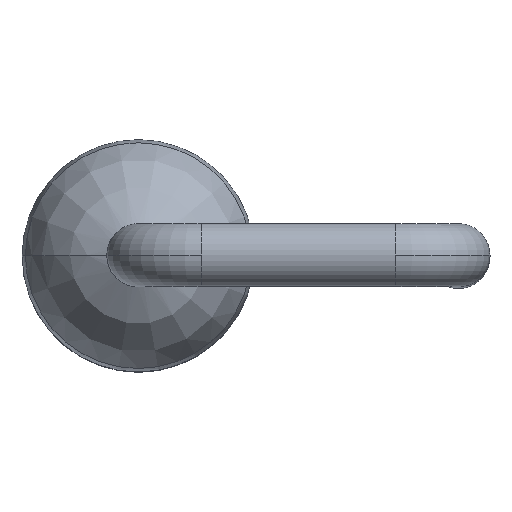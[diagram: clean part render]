
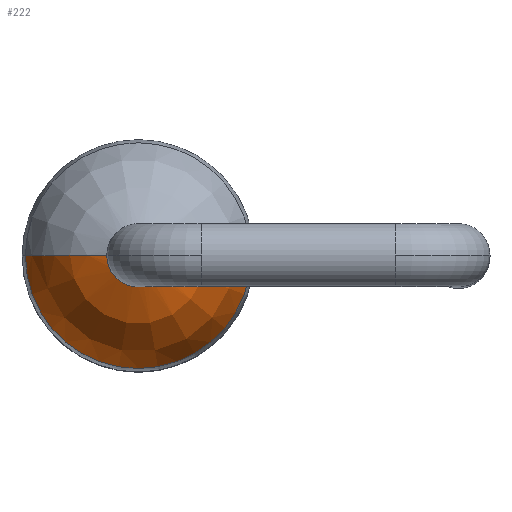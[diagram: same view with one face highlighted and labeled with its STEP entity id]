
A CAD part, top view. The second image highlights one B-rep face of the part: STEP entity #222.
In plain terms, the highlighted face is a revolution surface.
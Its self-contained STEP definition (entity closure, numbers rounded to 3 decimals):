
#186 = VERTEX_POINT('',#187);
#187 = CARTESIAN_POINT('',(-0.269,-0.006,
    5.07));
#194 = EDGE_CURVE('',#195,#186,#197,.T.);
#195 = VERTEX_POINT('',#196);
#196 = CARTESIAN_POINT('',(-0.019,-0.256,
    5.07));
#197 = CIRCLE('',#198,0.25);
#198 = AXIS2_PLACEMENT_3D('',#199,#200,#201);
#199 = CARTESIAN_POINT('',(-0.019,-0.006,
    5.07));
#200 = DIRECTION('',(0.,0.,-1.));
#201 = DIRECTION('',(1.,0.,0.));
#222 = ADVANCED_FACE('',(#223),#260,.F.);
#223 = FACE_BOUND('',#224,.F.);
#224 = EDGE_LOOP('',(#225,#236,#245,#252,#253));
#225 = ORIENTED_EDGE('',*,*,#226,.T.);
#226 = EDGE_CURVE('',#227,#229,#231,.T.);
#227 = VERTEX_POINT('',#228);
#228 = CARTESIAN_POINT('',(0.231,-0.006,
    5.07));
#229 = VERTEX_POINT('',#230);
#230 = CARTESIAN_POINT('',(0.876,-0.006,
    4.366));
#231 = CIRCLE('',#232,0.988);
#232 = AXIS2_PLACEMENT_3D('',#233,#234,#235);
#233 = CARTESIAN_POINT('',(-0.085,-0.006,
    4.134));
#234 = DIRECTION('',(0.,1.,0.));
#235 = DIRECTION('',(0.,0.,-1.));
#236 = ORIENTED_EDGE('',*,*,#237,.F.);
#237 = EDGE_CURVE('',#238,#229,#240,.T.);
#238 = VERTEX_POINT('',#239);
#239 = CARTESIAN_POINT('',(-0.914,-0.006,
    4.366));
#240 = CIRCLE('',#241,0.895);
#241 = AXIS2_PLACEMENT_3D('',#242,#243,#244);
#242 = CARTESIAN_POINT('',(-0.019,-0.006,
    4.366));
#243 = DIRECTION('',(0.,0.,1.));
#244 = DIRECTION('',(0.,-1.,0.));
#245 = ORIENTED_EDGE('',*,*,#246,.F.);
#246 = EDGE_CURVE('',#186,#238,#247,.T.);
#247 = CIRCLE('',#248,0.988);
#248 = AXIS2_PLACEMENT_3D('',#249,#250,#251);
#249 = CARTESIAN_POINT('',(0.047,-0.006,
    4.134));
#250 = DIRECTION('',(0.,-1.,0.));
#251 = DIRECTION('',(1.,0.,0.));
#252 = ORIENTED_EDGE('',*,*,#194,.F.);
#253 = ORIENTED_EDGE('',*,*,#254,.F.);
#254 = EDGE_CURVE('',#227,#195,#255,.T.);
#255 = CIRCLE('',#256,0.25);
#256 = AXIS2_PLACEMENT_3D('',#257,#258,#259);
#257 = CARTESIAN_POINT('',(-0.019,-0.006,
    5.07));
#258 = DIRECTION('',(0.,0.,-1.));
#259 = DIRECTION('',(1.,0.,0.));
#260 = SURFACE_OF_REVOLUTION('',#261,#269);
#261 = B_SPLINE_CURVE_WITH_KNOTS('',6,(#262,#263,#264,#265,#266,#267,
    #268),.UNSPECIFIED.,.F.,.F.,(7,7),(3.379,4.387),
  .PIECEWISE_BEZIER_KNOTS.);
#262 = CARTESIAN_POINT('',(-0.914,-0.006,
    4.366));
#263 = CARTESIAN_POINT('',(-0.875,-0.006,
    4.527));
#264 = CARTESIAN_POINT('',(-0.803,-0.006,
    4.681));
#265 = CARTESIAN_POINT('',(-0.701,-0.006,
    4.819));
#266 = CARTESIAN_POINT('',(-0.573,-0.006,
    4.933));
#267 = CARTESIAN_POINT('',(-0.426,-0.006,
    5.017));
#268 = CARTESIAN_POINT('',(-0.269,-0.006,
    5.07));
#269 = AXIS1_PLACEMENT('',#270,#271);
#270 = CARTESIAN_POINT('',(-0.019,-0.006,
    4.134));
#271 = DIRECTION('',(0.,0.,-1.));
